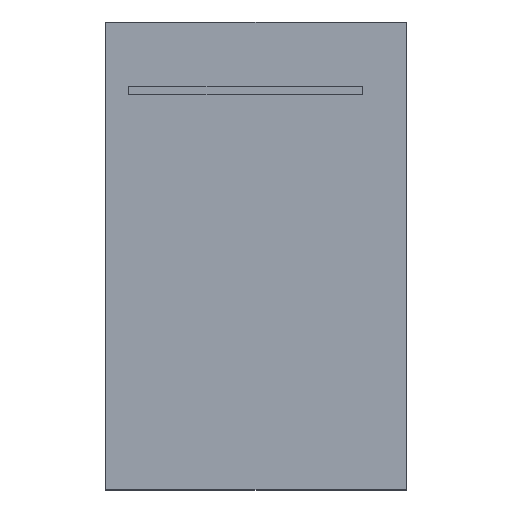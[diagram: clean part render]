
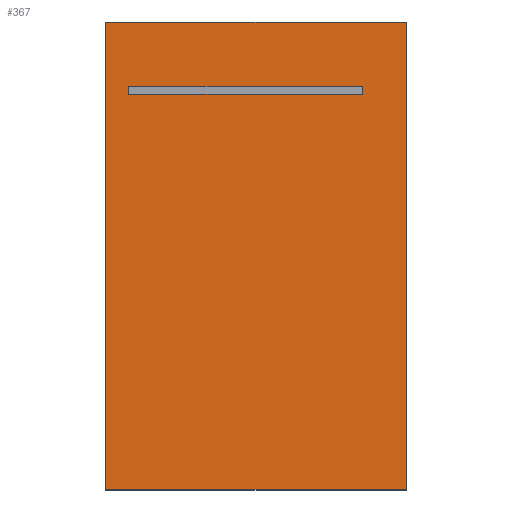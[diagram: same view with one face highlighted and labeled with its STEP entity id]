
A CAD part, top view. The second image highlights one B-rep face of the part: STEP entity #367.
In plain terms, the highlighted planar face has unit normal (0, 0, 1).
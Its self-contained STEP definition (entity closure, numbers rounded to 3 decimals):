
#24=VERTEX_POINT('',#25);
#25=CARTESIAN_POINT('',(-0.69,1.92,5.3));
#29=EDGE_CURVE('',#24,#30,#32,.T.);
#30=VERTEX_POINT('',#31);
#31=CARTESIAN_POINT('',(-0.69,-12.08,5.3));
#32=LINE('',#25,#33);
#33=VECTOR('',#34,1.);
#34=DIRECTION('',(0.,-1.,0.));
#45=DIRECTION('',(1.,0.,0.));
#53=VERTEX_POINT('',#54);
#54=CARTESIAN_POINT('',(8.31,1.92,5.3));
#57=EDGE_CURVE('',#53,#24,#58,.T.);
#58=LINE('',#54,#59);
#59=VECTOR('',#60,1.);
#60=DIRECTION('',(-1.,0.,0.));
#72=EDGE_CURVE('',#30,#73,#75,.T.);
#73=VERTEX_POINT('',#74);
#74=CARTESIAN_POINT('',(8.31,-12.08,5.3));
#75=LINE('',#31,#76);
#76=VECTOR('',#45,1.);
#87=DIRECTION('',(0.,1.,0.));
#94=VECTOR('',#87,1.);
#105=VECTOR('',#106,1.);
#106=DIRECTION('',(0.,-1.,0.));
#113=VECTOR('',#114,1.);
#114=DIRECTION('',(1.,0.,0.));
#121=VECTOR('',#122,1.);
#122=DIRECTION('',(0.,1.,0.));
#127=VECTOR('',#128,1.);
#128=DIRECTION('',(-1.,0.,0.));
#365=DIRECTION('',(0.,0.,-1.));
#366=DIRECTION('',(-1.,0.,0.));
#367=ADVANCED_FACE('',(#368,#376),#402,.F.);
#368=FACE_BOUND('',#369,.F.);
#369=EDGE_LOOP('',(#370,#371,#372,#375));
#370=ORIENTED_EDGE('',*,*,#29,.F.);
#371=ORIENTED_EDGE('',*,*,#57,.F.);
#372=ORIENTED_EDGE('',*,*,#373,.F.);
#373=EDGE_CURVE('',#73,#53,#374,.T.);
#374=LINE('',#74,#94);
#375=ORIENTED_EDGE('',*,*,#72,.F.);
#376=FACE_BOUND('',#377,.F.);
#377=EDGE_LOOP('',(#378,#386,#392,#398));
#378=ORIENTED_EDGE('',*,*,#379,.F.);
#379=EDGE_CURVE('',#380,#382,#384,.T.);
#380=VERTEX_POINT('',#381);
#381=CARTESIAN_POINT('',(0.,-0.25,5.3));
#382=VERTEX_POINT('',#383);
#383=CARTESIAN_POINT('',(0.,0.,5.3));
#384=LINE('',#385,#121);
#385=CARTESIAN_POINT('',(0.,0.96,5.3));
#386=ORIENTED_EDGE('',*,*,#387,.F.);
#387=EDGE_CURVE('',#388,#380,#390,.T.);
#388=VERTEX_POINT('',#389);
#389=CARTESIAN_POINT('',(7.,-0.25,5.3));
#390=LINE('',#391,#127);
#391=CARTESIAN_POINT('',(-0.345,-0.25,5.3));
#392=ORIENTED_EDGE('',*,*,#393,.F.);
#393=EDGE_CURVE('',#394,#388,#396,.T.);
#394=VERTEX_POINT('',#395);
#395=CARTESIAN_POINT('',(7.,0.,5.3));
#396=LINE('',#397,#105);
#397=CARTESIAN_POINT('',(7.,0.835,5.3));
#398=ORIENTED_EDGE('',*,*,#399,.F.);
#399=EDGE_CURVE('',#382,#394,#400,.T.);
#400=LINE('',#401,#113);
#401=CARTESIAN_POINT('',(3.155,0.,5.3));
#402=PLANE('',#403);
#403=AXIS2_PLACEMENT_3D('',#25,#365,#366);
